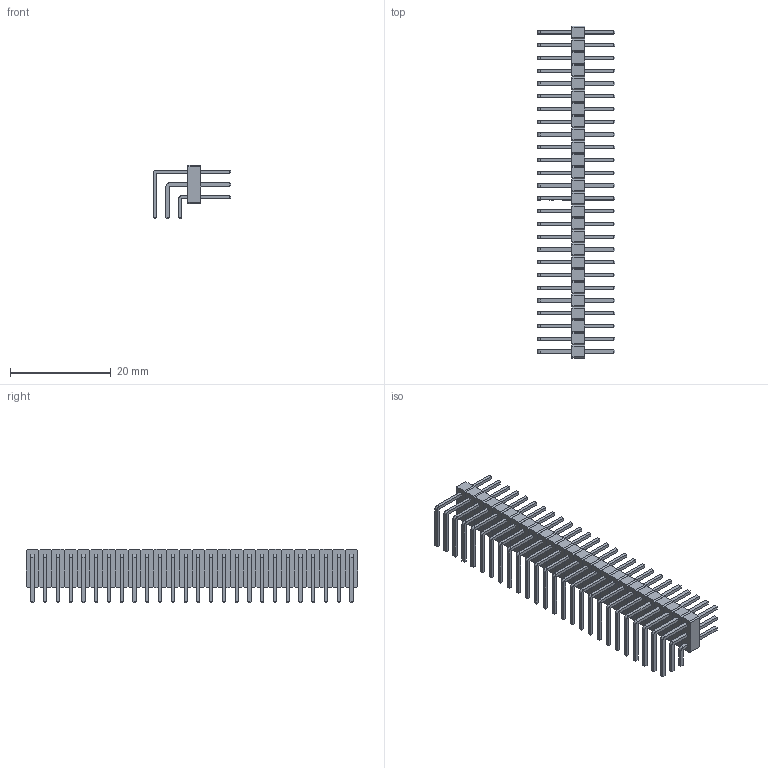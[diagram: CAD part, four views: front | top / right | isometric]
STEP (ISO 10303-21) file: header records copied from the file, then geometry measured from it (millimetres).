
FILE_DESCRIPTION(('FreeCAD Model'),'2;1');
FILE_NAME('Open CASCADE Shape Model','2022-01-07T04:32:27',( 'kicad StepUp'),('ksu MCAD'),'Open CASCADE STEP processor 7.5', 'FreeCAD','Unknown');
FILE_SCHEMA(('AUTOMOTIVE_DESIGN { 1 0 10303 214 1 1 1 1 }'));
Length unit declared in the file: millimetre
Products named in the file (1): PinHeader_3x26_P2.54mm_Horizontal
Bounding box: 15.44 x 66.04 x 10.62 mm (x, y, z)
Volume: 1799.4 mm3; surface area: 6609.9 mm2
Topology: 104 solids, 104 shells, 1898 faces, 4446 edges, 2756 vertices
Faces by surface type: plane 1820, cylinder 78
Entity records: 66737 total; most frequent: CARTESIAN_POINT 9101, ORIENTED_EDGE 8892, DIRECTION 8400, EDGE_CURVE 4446, LINE 4290, VECTOR 4290, VERTEX_POINT 2756, AXIS2_PLACEMENT_3D 2055
